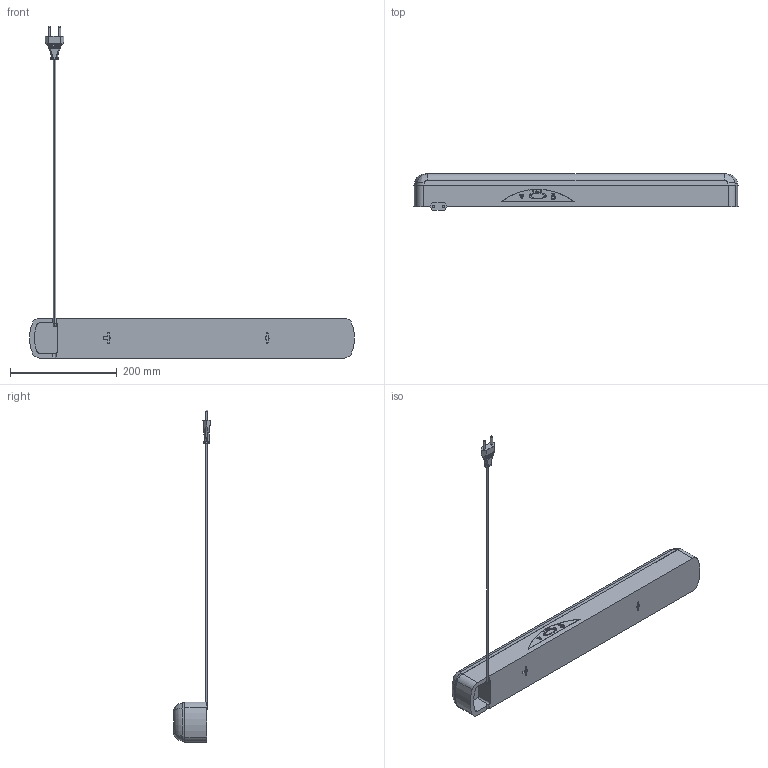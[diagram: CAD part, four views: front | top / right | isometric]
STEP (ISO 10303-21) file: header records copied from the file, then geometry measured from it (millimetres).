
FILE_DESCRIPTION (( 'STEP AP203' ), '1' );
FILE_NAME ('LDBA0-3927-57-K01 Ñâåòèëüíèê ÄÁÀ 3927 àêêóìóëÿòîð, 4÷, 57LED, IEK.STEP', '2017-08-30T13:18:41', ( '' ), ( '' ), 'SwSTEP 2.0', 'SolidWorks 2014', '' );
FILE_SCHEMA (( 'CONFIG_CONTROL_DESIGN' ));
Length unit declared in the file: millimetre
Products named in the file (1): LDBA0-3927-57-K01 Ñâåòèëüíèê ÄÁÀ 3927 àêêóìóëÿòîð, 4÷, 57LED, IEK
Bounding box: 609.56 x 68.99 x 622.99 mm (x, y, z)
Volume: 1666073 mm3; surface area: 281735.7 mm2
Topology: 1 solids, 1 shells, 562 faces, 1394 edges, 833 vertices
Faces by surface type: plane 202, bspline 174, cylinder 118, sphere 59, torus 7, cone 2
Full cylindrical faces by diameter (mm): 3.6 x1, 4 x3, 7.6 x1, 8 x1
Entity records: 22357 total; most frequent: CARTESIAN_POINT 10545, ORIENTED_EDGE 2630, DIRECTION 2080, EDGE_CURVE 1315, VERTEX_POINT 801, AXIS2_PLACEMENT_3D 720, VECTOR 640, LINE 640
